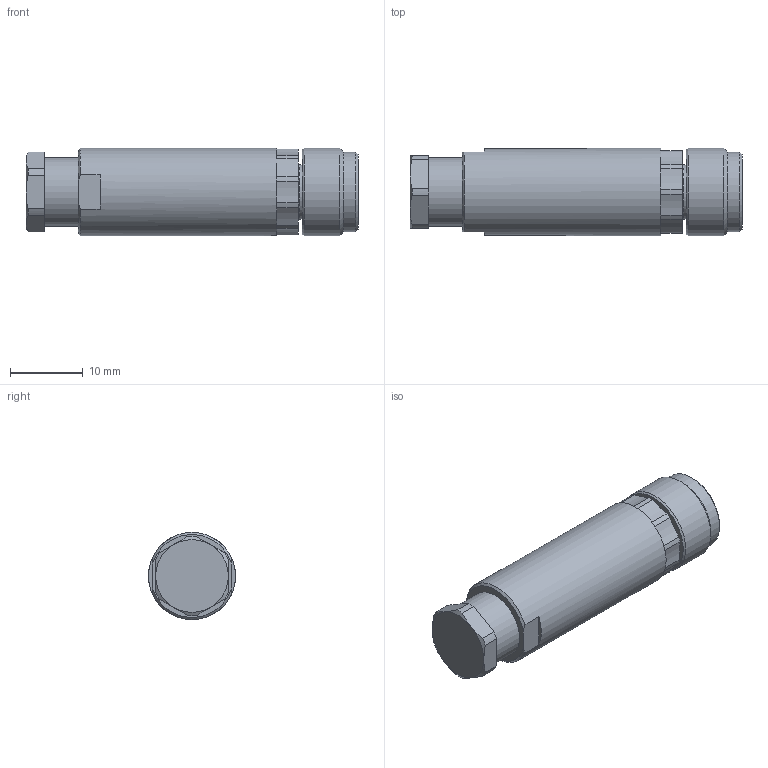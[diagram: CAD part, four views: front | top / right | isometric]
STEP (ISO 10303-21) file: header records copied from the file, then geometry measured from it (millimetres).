
FILE_DESCRIPTION(/* description */ (''),/* implementation_level */ '2;1');
FILE_NAME(/* name */ '99_3376_100_04_001_01.stp',/* time_stamp */ '2015-02-24T13:21:01+01:00',/* author */ (''),/* organization */ (''),/* preprocessor_version */ 'ST-DEVELOPER v14',/* originating_system */ 'SIEMENS PLM Software NX 8.0',/* authorisation */ '');
FILE_SCHEMA (('AUTOMOTIVE_DESIGN { 1 0 10303 214 3 1 1 1 }'));
Length unit declared in the file: millimetre
Products named in the file (1): cerl19BC0C8D9riy
Bounding box: 45.7 x 12 x 12 mm (x, y, z)
Volume: 4588.8 mm3; surface area: 2430.2 mm2
Topology: 1 solids, 1 shells, 97 faces, 226 edges, 147 vertices
Faces by surface type: cylinder 44, plane 31, cone 21, torus 1
Full cylindrical faces by diameter (mm): 1.1 x4, 1.55 x4, 5.65 x1, 6.95 x1, 7.5 x1, 8.1 x2, 9.5 x1, 11 x1, 12 x2
Entity records: 2588 total; most frequent: DIRECTION 474, CARTESIAN_POINT 464, ORIENTED_EDGE 366, AXIS2_PLACEMENT_3D 209, EDGE_CURVE 183, EDGE_LOOP 144, VERTEX_POINT 135, CIRCLE 111
